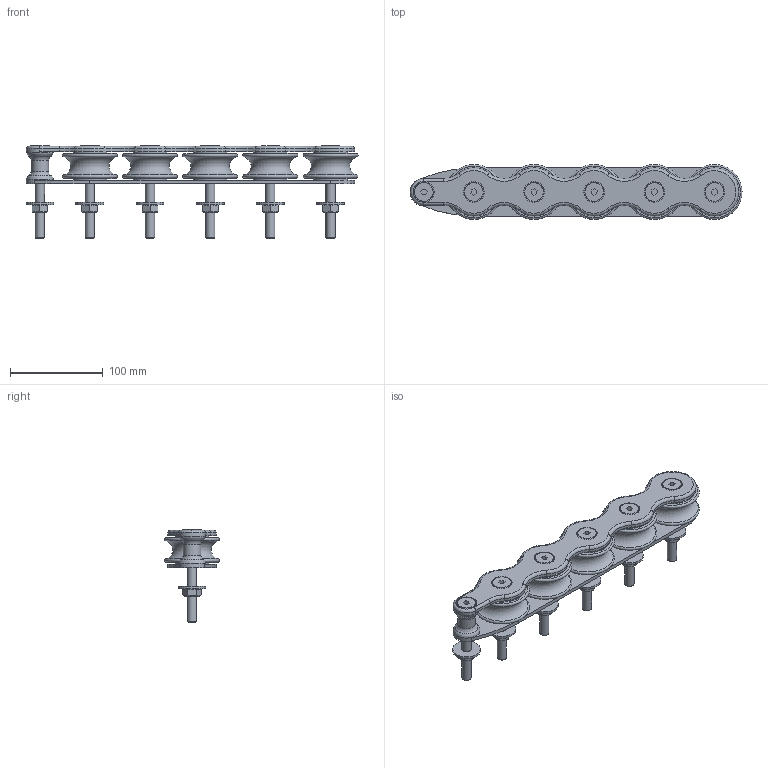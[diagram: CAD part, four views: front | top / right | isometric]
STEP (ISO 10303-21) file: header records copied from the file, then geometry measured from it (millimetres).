
FILE_DESCRIPTION(/* description */ (''),/* implementation_level */ '2;1');
FILE_NAME(/* name */ 'D650.stp',/* time_stamp */ '2016-04-04T11:34:17+02:00',/* author */ ('Nicola'),/* organization */ (''),/* preprocessor_version */ 'ST-DEVELOPER v16.1',/* originating_system */ 'Autodesk Inventor 2016',/* authorisation */ '');
FILE_SCHEMA (('CONFIG_CONTROL_DESIGN','AUTOMOTIVE_DESIGN { 1 0 10303 214 3 1 1 }'));
Length unit declared in the file: millimetre
Products named in the file (1): D650
Bounding box: 358.7 x 59.4 x 100 mm (x, y, z)
Volume: 490057.4 mm3; surface area: 133249.1 mm2
Topology: 1 solids, 1 shells, 330 faces, 694 edges, 452 vertices
Faces by surface type: plane 166, cylinder 95, torus 39, cone 30
Full cylindrical faces by diameter (mm): 10 x12, 10.2 x6, 10.5 x6, 11.7 x6, 11.75 x6, 19 x1, 20 x6, 29 x2, 30 x6, 37 x10, 50 x10
Entity records: 7954 total; most frequent: CARTESIAN_POINT 1437, DIRECTION 1420, ORIENTED_EDGE 1084, AXIS2_PLACEMENT_3D 619, EDGE_LOOP 546, EDGE_CURVE 542, VERTEX_POINT 420, FACE_OUTER_BOUND 330
